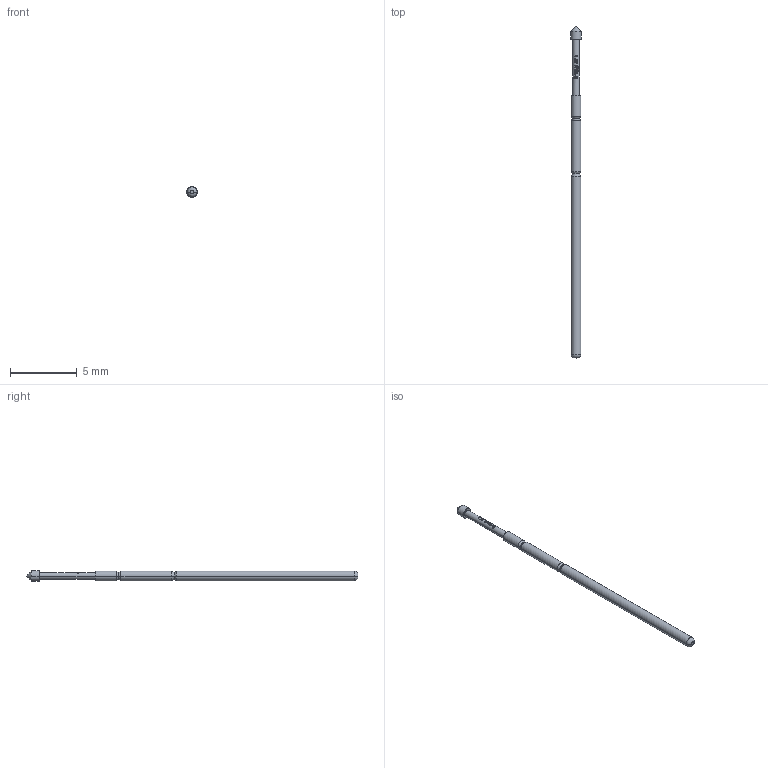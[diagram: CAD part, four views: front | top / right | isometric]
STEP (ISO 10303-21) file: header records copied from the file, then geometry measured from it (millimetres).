
FILE_DESCRIPTION (( 'STEP AP203' ), '1' );
FILE_NAME ('INGUN_GKS-051_358_080_A_0000_K4.STEP', '2021-09-21T07:14:27', ( 'ochi' ), ( '' ), 'SwSTEP 2.0', 'SolidWorks 2018', '' );
FILE_SCHEMA (( 'CONFIG_CONTROL_DESIGN' ));
Length unit declared in the file: millimetre
Products named in the file (1): INGUN_GKS-051_358_080_A_0000_K4
Bounding box: 0.8 x 24.9 x 0.8 mm (x, y, z)
Volume: 9.8 mm3; surface area: 56.1 mm2
Topology: 1 solids, 1 shells, 83 faces, 206 edges, 131 vertices
Faces by surface type: plane 33, bspline 22, cylinder 16, torus 10, cone 2
Entity records: 3357 total; most frequent: CARTESIAN_POINT 1663, ORIENTED_EDGE 408, DIRECTION 208, EDGE_CURVE 204, B_SPLINE_CURVE_WITH_KNOTS 156, VERTEX_POINT 131, AXIS2_PLACEMENT_3D 98, EDGE_LOOP 91
